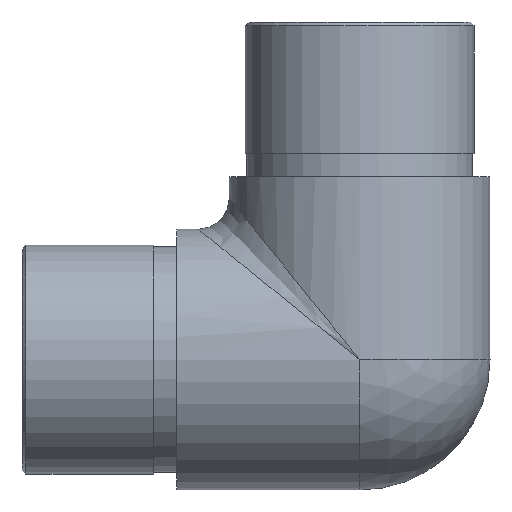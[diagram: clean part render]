
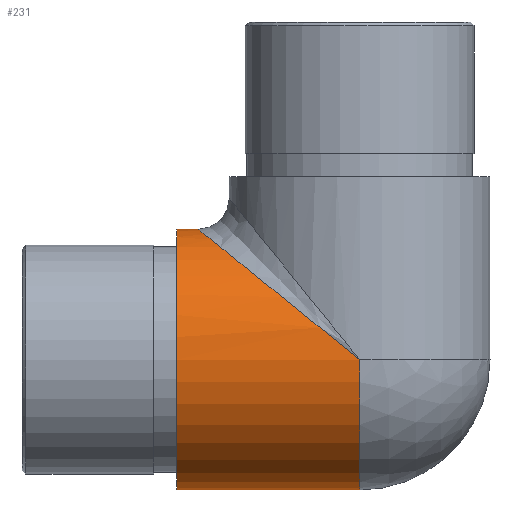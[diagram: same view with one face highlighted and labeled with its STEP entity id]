
A CAD part, left-side view. The second image highlights one B-rep face of the part: STEP entity #231.
In plain terms, the highlighted cylindrical face has radius 16.85 mm (diameter 33.7 mm), a full revolution.
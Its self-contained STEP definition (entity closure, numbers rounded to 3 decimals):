
#68 = VERTEX_POINT ( 'NONE', #321 ) ;
#72 = DIRECTION ( 'NONE',  ( 0., 0., 1. ) ) ;
#99 = EDGE_CURVE ( 'NONE', #333, #816, #572, .T. ) ;
#120 = CARTESIAN_POINT ( 'NONE',  ( 0., 40.5, 33.7 ) ) ;
#211 = FACE_OUTER_BOUND ( 'NONE', #346, .T. ) ;
#231 = ADVANCED_FACE ( 'NONE', ( #308, #211 ), #929, .T. ) ;
#308 = FACE_OUTER_BOUND ( 'NONE', #760, .T. ) ;
#318 = DIRECTION ( 'NONE',  ( 0., 1., 0. ) ) ;
#321 = CARTESIAN_POINT ( 'NONE',  ( -16.85, 16.85, 16.85 ) ) ;
#322 = ORIENTED_EDGE ( 'NONE', *, *, #994, .T. ) ;
#331 = DIRECTION ( 'NONE',  ( 0., 1., 0. ) ) ;
#333 = VERTEX_POINT ( 'NONE', #768 ) ;
#346 = EDGE_LOOP ( 'NONE', ( #322 ) ) ;
#354 = CARTESIAN_POINT ( 'NONE',  ( -16.85, 38.673, 34.486 ) ) ;
#362 =( BOUNDED_CURVE ( )  B_SPLINE_CURVE ( 3, ( #943, #354, #1026, #457 ),
 .UNSPECIFIED., .F., .F. ) 
 B_SPLINE_CURVE_WITH_KNOTS ( ( 4, 4 ),
 ( 4.712, 7.069 ),
 .UNSPECIFIED. ) 
 CURVE ( )  GEOMETRIC_REPRESENTATION_ITEM ( )  RATIONAL_B_SPLINE_CURVE ( ( 1., 0.588, 0.588, 1. ) ) 
 REPRESENTATION_ITEM ( '' )  );
#412 = CARTESIAN_POINT ( 'NONE',  ( 0., 16.85, 0. ) ) ;
#421 = CARTESIAN_POINT ( 'NONE',  ( 24.386, 47.024, 16.294 ) ) ;
#457 = CARTESIAN_POINT ( 'NONE',  ( 11.915, 31.593, 28.765 ) ) ;
#494 = ORIENTED_EDGE ( 'NONE', *, *, #569, .T. ) ;
#502 = AXIS2_PLACEMENT_3D ( 'NONE', #747, #318, #753 ) ;
#520 = AXIS2_PLACEMENT_3D ( 'NONE', #804, #1055, #1051 ) ;
#521 = CIRCLE ( 'NONE', #502, 16.85 ) ;
#555 = ORIENTED_EDGE ( 'NONE', *, *, #817, .T. ) ;
#569 = EDGE_CURVE ( 'NONE', #816, #68, #521, .T. ) ;
#572 =( BOUNDED_CURVE ( )  B_SPLINE_CURVE ( 3, ( #602, #421, #1000, #412 ),
 .UNSPECIFIED., .F., .F. ) 
 B_SPLINE_CURVE_WITH_KNOTS ( ( 4, 4 ),
 ( 5.498, 7.854 ),
 .UNSPECIFIED. ) 
 CURVE ( )  GEOMETRIC_REPRESENTATION_ITEM ( )  RATIONAL_B_SPLINE_CURVE ( ( 1., 0.588, 0.588, 1. ) ) 
 REPRESENTATION_ITEM ( '' )  );
#573 = CARTESIAN_POINT ( 'NONE',  ( 0., 16.85, 16.85 ) ) ;
#602 = CARTESIAN_POINT ( 'NONE',  ( 11.915, 31.593, 28.765 ) ) ;
#747 = CARTESIAN_POINT ( 'NONE',  ( 0., 16.85, 16.85 ) ) ;
#753 = DIRECTION ( 'NONE',  ( 0., 0., 1. ) ) ;
#760 = EDGE_LOOP ( 'NONE', ( #555, #825, #494 ) ) ;
#768 = CARTESIAN_POINT ( 'NONE',  ( 11.915, 31.593, 28.765 ) ) ;
#777 = CARTESIAN_POINT ( 'NONE',  ( 0., 16.85, 0. ) ) ;
#804 = CARTESIAN_POINT ( 'NONE',  ( 0., 40.5, 16.85 ) ) ;
#816 = VERTEX_POINT ( 'NONE', #777 ) ;
#817 = EDGE_CURVE ( 'NONE', #68, #333, #362, .T. ) ;
#825 = ORIENTED_EDGE ( 'NONE', *, *, #99, .T. ) ;
#829 = CIRCLE ( 'NONE', #520, 16.85 ) ;
#863 = AXIS2_PLACEMENT_3D ( 'NONE', #573, #331, #72 ) ;
#929 = CYLINDRICAL_SURFACE ( 'NONE', #863, 16.85 ) ;
#943 = CARTESIAN_POINT ( 'NONE',  ( -16.85, 16.85, 16.85 ) ) ;
#994 = EDGE_CURVE ( 'NONE', #1042, #1042, #829, .T. ) ;
#1000 = CARTESIAN_POINT ( 'NONE',  ( 17.636, 38.673, 0. ) ) ;
#1026 = CARTESIAN_POINT ( 'NONE',  ( -0.556, 47.024, 41.236 ) ) ;
#1042 = VERTEX_POINT ( 'NONE', #120 ) ;
#1051 = DIRECTION ( 'NONE',  ( 0., 0., 1. ) ) ;
#1055 = DIRECTION ( 'NONE',  ( 0., -1., 0. ) ) ;
